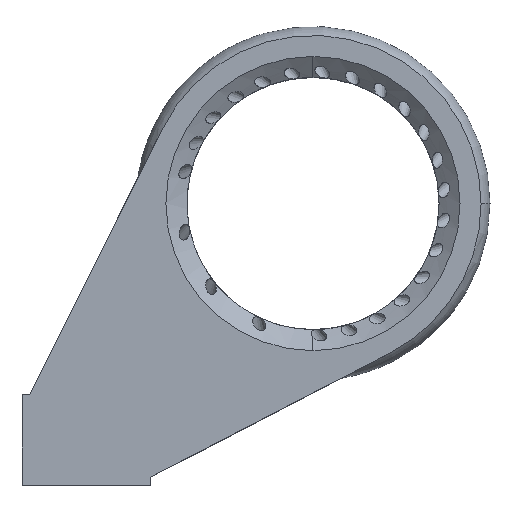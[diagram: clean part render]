
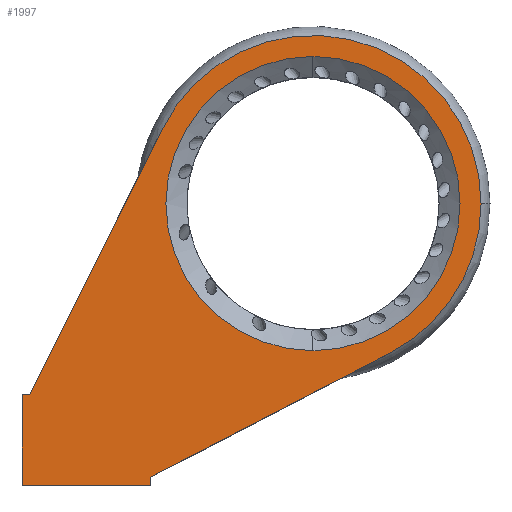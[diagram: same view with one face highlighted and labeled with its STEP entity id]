
A CAD part, front view. The second image highlights one B-rep face of the part: STEP entity #1997.
In plain terms, the highlighted planar face has unit normal (0, -1, 0).
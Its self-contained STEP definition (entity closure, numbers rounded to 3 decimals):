
#103 = ORIENTED_EDGE ( 'NONE', *, *, #1285, .T. ) ;
#107 = FACE_BOUND ( 'NONE', #5475, .T. ) ;
#137 = EDGE_CURVE ( 'NONE', #1088, #547, #2711, .T. ) ;
#190 = ORIENTED_EDGE ( 'NONE', *, *, #3136, .F. ) ;
#200 = LINE ( 'NONE', #4902, #1144 ) ;
#238 = CARTESIAN_POINT ( 'NONE',  ( 41.051, 0., 39.631 ) ) ;
#262 = CARTESIAN_POINT ( 'NONE',  ( 0.599, 0., 12.329 ) ) ;
#326 = DIRECTION ( 'NONE',  ( 0.447, 0., 0.895 ) ) ;
#347 = VERTEX_POINT ( 'NONE', #262 ) ;
#421 = EDGE_CURVE ( 'NONE', #347, #1819, #4580, .T. ) ;
#476 = CARTESIAN_POINT ( 'NONE',  ( 0., 0., -0.571 ) ) ;
#496 = ORIENTED_EDGE ( 'NONE', *, *, #6133, .T. ) ;
#547 = VERTEX_POINT ( 'NONE', #2512 ) ;
#595 = DIRECTION ( 'NONE',  ( 0.888, 0., 0.461 ) ) ;
#690 = ORIENTED_EDGE ( 'NONE', *, *, #4252, .T. ) ;
#737 = DIRECTION ( 'NONE',  ( 0., 1., 0. ) ) ;
#792 = ORIENTED_EDGE ( 'NONE', *, *, #1416, .F. ) ;
#798 = DIRECTION ( 'NONE',  ( -1., 0., 0. ) ) ;
#980 = ORIENTED_EDGE ( 'NONE', *, *, #3976, .T. ) ;
#1088 = VERTEX_POINT ( 'NONE', #2365 ) ;
#1144 = VECTOR ( 'NONE', #2488, 1000. ) ;
#1203 = ORIENTED_EDGE ( 'NONE', *, *, #4555, .T. ) ;
#1285 = EDGE_CURVE ( 'NONE', #2969, #3842, #4878, .T. ) ;
#1416 = EDGE_CURVE ( 'NONE', #2969, #1088, #3191, .T. ) ;
#1615 = VECTOR ( 'NONE', #4422, 1000. ) ;
#1639 = VERTEX_POINT ( 'NONE', #3670 ) ;
#1819 = VERTEX_POINT ( 'NONE', #3595 ) ;
#1880 = DIRECTION ( 'NONE',  ( 0., 0., -1. ) ) ;
#1997 = ADVANCED_FACE ( 'NONE', ( #107, #3886 ), #4957, .T. ) ;
#2048 = CARTESIAN_POINT ( 'NONE',  ( 92., 0., 69.747 ) ) ;
#2123 = CARTESIAN_POINT ( 'NONE',  ( 41.051, 0., 39.631 ) ) ;
#2233 = EDGE_LOOP ( 'NONE', ( #2762, #496, #980, #2578, #792, #103, #4441, #190 ) ) ;
#2245 = DIRECTION ( 'NONE',  ( 0., 0., -1. ) ) ;
#2319 = DIRECTION ( 'NONE',  ( 0., 0., -1. ) ) ;
#2365 = CARTESIAN_POINT ( 'NONE',  ( 17.911, 0., -0.571 ) ) ;
#2488 = DIRECTION ( 'NONE',  ( 0., 0., -1. ) ) ;
#2495 = LINE ( 'NONE', #4705, #3626 ) ;
#2512 = CARTESIAN_POINT ( 'NONE',  ( -0.489, 0., -0.571 ) ) ;
#2578 = ORIENTED_EDGE ( 'NONE', *, *, #137, .F. ) ;
#2586 = VECTOR ( 'NONE', #595, 1000. ) ;
#2711 = LINE ( 'NONE', #476, #1615 ) ;
#2762 = ORIENTED_EDGE ( 'NONE', *, *, #421, .F. ) ;
#2770 = DIRECTION ( 'NONE',  ( 0., 1., 0. ) ) ;
#2957 = AXIS2_PLACEMENT_3D ( 'NONE', #3278, #5242, #2319 ) ;
#2969 = VERTEX_POINT ( 'NONE', #3903 ) ;
#3008 = VERTEX_POINT ( 'NONE', #4930 ) ;
#3050 = DIRECTION ( 'NONE',  ( 0., -1., 0. ) ) ;
#3073 = CARTESIAN_POINT ( 'NONE',  ( 41.051, 0., 60.631 ) ) ;
#3136 = EDGE_CURVE ( 'NONE', #1819, #3008, #4574, .T. ) ;
#3191 = LINE ( 'NONE', #5392, #5486 ) ;
#3278 = CARTESIAN_POINT ( 'NONE',  ( 41.051, 0., 39.631 ) ) ;
#3286 = CARTESIAN_POINT ( 'NONE',  ( -4.447, 0., 2.22 ) ) ;
#3470 = CIRCLE ( 'NONE', #2957, 21. ) ;
#3513 = VECTOR ( 'NONE', #326, 1000. ) ;
#3561 = CARTESIAN_POINT ( 'NONE',  ( 3.568, 0., -6.872 ) ) ;
#3595 = CARTESIAN_POINT ( 'NONE',  ( 19.451, 0., 50.093 ) ) ;
#3626 = VECTOR ( 'NONE', #798, 1000. ) ;
#3670 = CARTESIAN_POINT ( 'NONE',  ( 41.051, 0., 18.631 ) ) ;
#3677 = DIRECTION ( 'NONE',  ( 0., 0., -1. ) ) ;
#3842 = VERTEX_POINT ( 'NONE', #6174 ) ;
#3886 = FACE_OUTER_BOUND ( 'NONE', #2233, .T. ) ;
#3903 = CARTESIAN_POINT ( 'NONE',  ( 17.911, 0., 0.575 ) ) ;
#3976 = EDGE_CURVE ( 'NONE', #5371, #547, #200, .T. ) ;
#4252 = EDGE_CURVE ( 'NONE', #4492, #1639, #3470, .T. ) ;
#4422 = DIRECTION ( 'NONE',  ( -1., 0., 0. ) ) ;
#4441 = ORIENTED_EDGE ( 'NONE', *, *, #5012, .F. ) ;
#4492 = VERTEX_POINT ( 'NONE', #3073 ) ;
#4555 = EDGE_CURVE ( 'NONE', #1639, #4492, #5008, .T. ) ;
#4574 = CIRCLE ( 'NONE', #4695, 24. ) ;
#4580 = LINE ( 'NONE', #3286, #3513 ) ;
#4691 = DIRECTION ( 'NONE',  ( 0., 0., -1. ) ) ;
#4695 = AXIS2_PLACEMENT_3D ( 'NONE', #238, #737, #4691 ) ;
#4705 = CARTESIAN_POINT ( 'NONE',  ( 0., 0., 12.329 ) ) ;
#4875 = AXIS2_PLACEMENT_3D ( 'NONE', #2123, #5552, #3677 ) ;
#4878 = LINE ( 'NONE', #3561, #2586 ) ;
#4902 = CARTESIAN_POINT ( 'NONE',  ( -0.489, 0., 0. ) ) ;
#4930 = CARTESIAN_POINT ( 'NONE',  ( 65.051, 0., 39.631 ) ) ;
#4957 = PLANE ( 'NONE',  #5600 ) ;
#5008 = CIRCLE ( 'NONE', #5273, 21. ) ;
#5012 = EDGE_CURVE ( 'NONE', #3008, #3842, #5076, .T. ) ;
#5076 = CIRCLE ( 'NONE', #4875, 24. ) ;
#5242 = DIRECTION ( 'NONE',  ( 0., 1., 0. ) ) ;
#5273 = AXIS2_PLACEMENT_3D ( 'NONE', #5608, #2770, #2245 ) ;
#5322 = CARTESIAN_POINT ( 'NONE',  ( -0.489, 0., 12.329 ) ) ;
#5371 = VERTEX_POINT ( 'NONE', #5322 ) ;
#5392 = CARTESIAN_POINT ( 'NONE',  ( 17.911, 0., 0. ) ) ;
#5475 = EDGE_LOOP ( 'NONE', ( #1203, #690 ) ) ;
#5486 = VECTOR ( 'NONE', #1880, 1000. ) ;
#5552 = DIRECTION ( 'NONE',  ( 0., 1., 0. ) ) ;
#5600 = AXIS2_PLACEMENT_3D ( 'NONE', #2048, #3050, #5926 ) ;
#5608 = CARTESIAN_POINT ( 'NONE',  ( 41.051, 0., 39.631 ) ) ;
#5926 = DIRECTION ( 'NONE',  ( 0., 0., -1. ) ) ;
#6133 = EDGE_CURVE ( 'NONE', #347, #5371, #2495, .T. ) ;
#6174 = CARTESIAN_POINT ( 'NONE',  ( 52.11, 0., 18.331 ) ) ;
